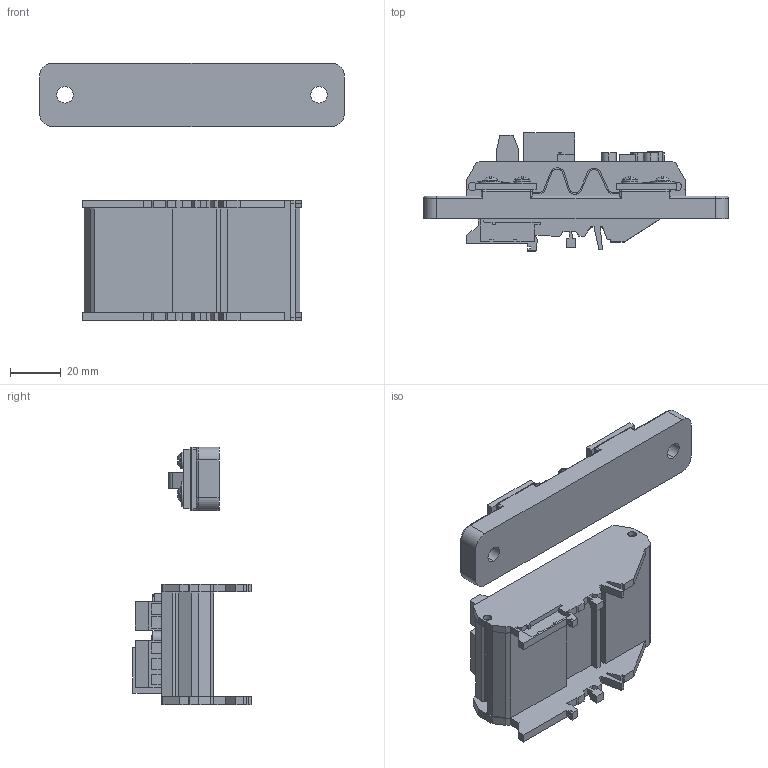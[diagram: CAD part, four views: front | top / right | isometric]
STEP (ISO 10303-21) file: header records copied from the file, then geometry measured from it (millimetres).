
FILE_DESCRIPTION (( 'STEP AP214' ), '1' );
FILE_NAME ('SRCN-C420-3_3D.STEP', '2022-08-22T20:53:50', ( '' ), ( '' ), 'SwSTEP 2.0', 'SolidWorks 2021', '' );
FILE_SCHEMA (( 'AUTOMOTIVE_DESIGN' ));
Length unit declared in the file: inch
Products named in the file (1): SRCN-C420-3_3D
Bounding box: 120 x 46.53 x 101.52 mm (x, y, z)
Volume: 75668.7 mm3; surface area: 42528.2 mm2
Topology: 2 solids, 2 shells, 742 faces, 1940 edges, 1270 vertices
Faces by surface type: plane 589, cylinder 137, sphere 12, torus 4
Entity records: 29003 total; most frequent: CARTESIAN_POINT 3957, ORIENTED_EDGE 3848, DIRECTION 3722, EDGE_CURVE 1924, VECTOR 1596, LINE 1596, VERTEX_POINT 1266, AXIS2_PLACEMENT_3D 1063
